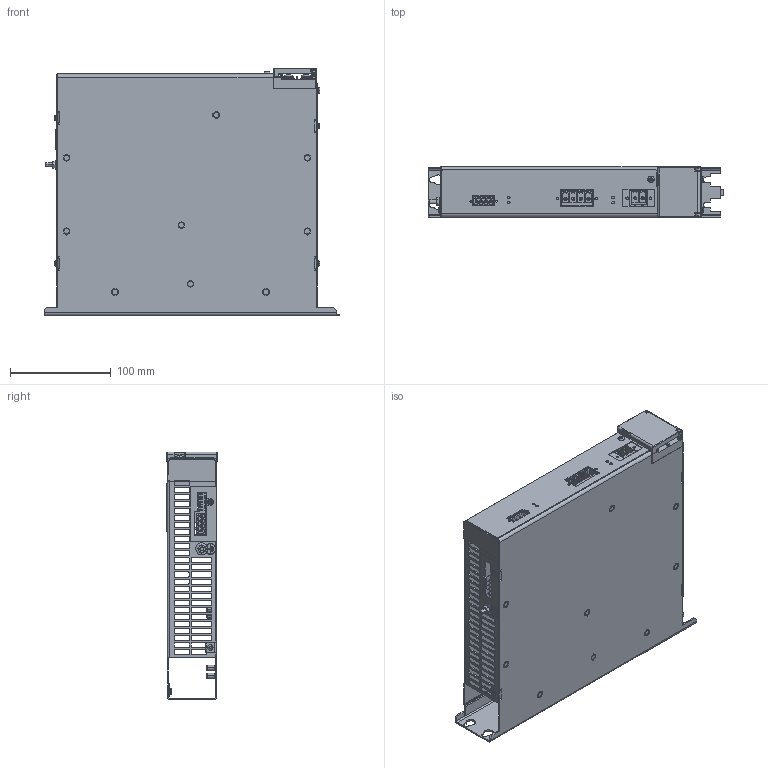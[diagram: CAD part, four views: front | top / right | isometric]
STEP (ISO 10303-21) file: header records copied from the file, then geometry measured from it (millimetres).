
FILE_DESCRIPTION((''),'2;1');
FILE_NAME('ACCURET_POWER_SUPPLY_400-600_ASM','2019-06-11T13:40:54',('ch5999'),(''),'CREO PARAMETRIC BY PTC INC, 2017380','CREO PARAMETRIC BY PTC INC, 2017380','');
FILE_SCHEMA(('AUTOMOTIVE_DESIGN { 1 0 10303 214 1 1 1 1 }'));
Products named in the file (31): 650139-01-K01_3; 625480-01-A01_3_1; 625484-01-A01_3_1; 653128-01-K01_ASM_3_ASM; 672908-01-K01_5; 653118-01-K01_3_1; 580760-03-K01_3_1; 653118-02-K01_4; 670735-02-A01_ASM_5_ASM; 650323-01-K01_4; 295833-01_3_1; 295833-04_3_1; 281666-18_3; 653134-01-K01_ASM_3_ASM; 648999-01-K01_3; 645729-01-K01; 288340-12_3; 200587-67_3_1; 316698-02-A01_3_1; 200548-05-Z01_3; 667714-01-K01_4; 322923-04_3_1; 635483-01-K01_4; 339648-02_3; 281665-06_3_1; 673601-01-K01_4; 673399-01-K01_4; 678688-01-Z01_3_1; 683547-01-K01_ASM_5_ASM; 650140-01-K01_ASM_5_ASM; ACCURET_POWER_SUPPLY_400-600_ASM
Assembly tree (54 placements, depth 5):
  ACCURET_POWER_SUPPLY_400-600_ASM
    650140-01-K01_ASM_5_ASM
      683547-01-K01_ASM_5_ASM
        653128-01-K01_ASM_3_ASM
          650139-01-K01_3
          625480-01-A01_3_1  x5
          625484-01-A01_3_1  x9
        670735-02-A01_ASM_5_ASM
          672908-01-K01_5  x2
          653118-01-K01_3_1
          580760-03-K01_3_1
          653118-02-K01_4
        653134-01-K01_ASM_3_ASM
          650323-01-K01_4
          295833-01_3_1  x2
          295833-04_3_1
          281666-18_3
        648999-01-K01_3
        645729-01-K01
        288340-12_3  x2
        200587-67_3_1  x5
        316698-02-A01_3_1  x2
        200548-05-Z01_3  x2
        667714-01-K01_4
        322923-04_3_1  x2
        635483-01-K01_4
        339648-02_3  x2
        281665-06_3_1  x2
        673601-01-K01_4
        673399-01-K01_4
        678688-01-Z01_3_1
Bounding box: 293 x 50.02 x 246 mm (x, y, z)
Volume: 256240 mm3; surface area: 404607.4 mm2
Topology: 49 solids, 64 shells, 4065 faces, 10406 edges, 6627 vertices
Faces by surface type: plane 2455, cylinder 1327, cone 168, torus 72, sphere 31, bspline 12
Entity records: 122472 total; most frequent: CARTESIAN_POINT 18563, DIRECTION 16501, ORIENTED_EDGE 16004, EDGE_CURVE 8012, VECTOR 5543, LINE 5543, AXIS2_PLACEMENT_3D 5479, VERTEX_POINT 5119
